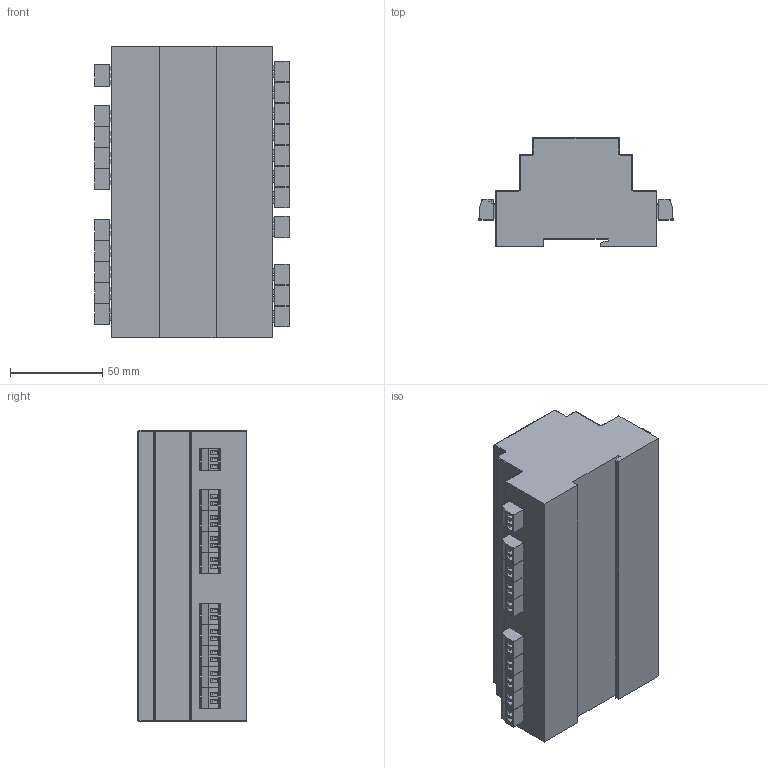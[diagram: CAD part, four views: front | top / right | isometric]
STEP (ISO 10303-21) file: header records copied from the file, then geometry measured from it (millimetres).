
FILE_DESCRIPTION(/* description */ (''),/* implementation_level */ '2;1');
FILE_NAME(/* name */ 'Контроллер RX500 STEP',/* time_stamp */ '2024-03-04T17:27:15+03:00',/* author */ (''),/* organization */ (''),/* preprocessor_version */ 'ST-DEVELOPER v16.5',/* originating_system */ 'Rhino 7.36',/* authorisation */ '');
FILE_SCHEMA (('AUTOMOTIVE_DESIGN'));
Products named in the file (1): Document
Bounding box: 105.4 x 59.4 x 158 mm (x, y, z)
Volume: 666235.5 mm3; surface area: 88358.4 mm2
Topology: 27 solids, 641 shells, 3043 faces, 11740 edges, 9587 vertices
Faces by surface type: plane 2440, cylinder 551, bspline 52
Entity records: 129186 total; most frequent: CARTESIAN_POINT 52905, ORIENTED_EDGE 17867, EDGE_CURVE 11730, B_SPLINE_CURVE_WITH_KNOTS 10438, VERTEX_POINT 9587, EDGE_LOOP 3782, ADVANCED_FACE 3043, FACE_OUTER_BOUND 3043
